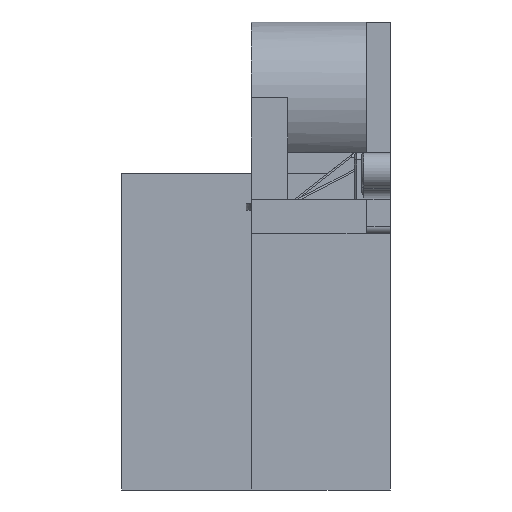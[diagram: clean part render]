
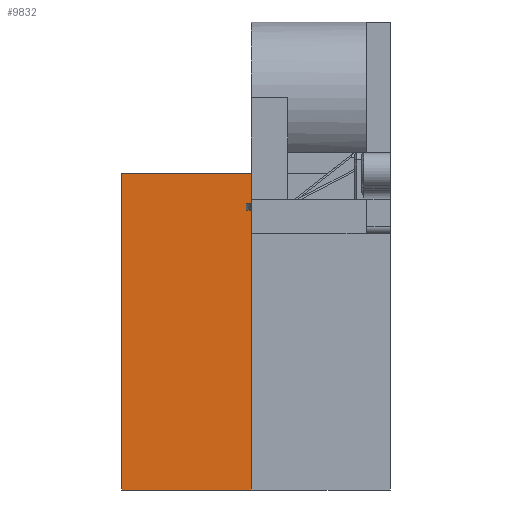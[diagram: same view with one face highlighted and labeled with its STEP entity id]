
A CAD part, left-side view. The second image highlights one B-rep face of the part: STEP entity #9832.
In plain terms, the highlighted planar face has unit normal (-1, 0, 0).
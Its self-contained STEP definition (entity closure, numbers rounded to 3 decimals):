
#1693 = LINE ( 'NONE', #15315, #20356 ) ;
#1908 = VECTOR ( 'NONE', #4780, 1000. ) ;
#2652 = CARTESIAN_POINT ( 'NONE',  ( -20.05, 37.232, 12.975 ) ) ;
#4280 = VERTEX_POINT ( 'NONE', #21302 ) ;
#4780 = DIRECTION ( 'NONE',  ( 0., -1., 0. ) ) ;
#5495 = VECTOR ( 'NONE', #7913, 1000. ) ;
#5633 = DIRECTION ( 'NONE',  ( 0., 0., 1. ) ) ;
#6548 = LINE ( 'NONE', #23972, #24582 ) ;
#7295 = CARTESIAN_POINT ( 'NONE',  ( -20.05, 19.245, -30.825 ) ) ;
#7787 = ORIENTED_EDGE ( 'NONE', *, *, #14930, .F. ) ;
#7913 = DIRECTION ( 'NONE',  ( 0., 1., 0. ) ) ;
#8178 = VERTEX_POINT ( 'NONE', #18322 ) ;
#8293 = LINE ( 'NONE', #9823, #5495 ) ;
#8483 = CARTESIAN_POINT ( 'NONE',  ( -20.05, 37.232, 12.975 ) ) ;
#9823 = CARTESIAN_POINT ( 'NONE',  ( -20.05, 2.206, -30.825 ) ) ;
#9832 = ADVANCED_FACE ( 'NONE', ( #22408 ), #20380, .T. ) ;
#10661 = VERTEX_POINT ( 'NONE', #2652 ) ;
#12192 = LINE ( 'NONE', #8483, #1908 ) ;
#13872 = EDGE_CURVE ( 'NONE', #20647, #8178, #8293, .T. ) ;
#14930 = EDGE_CURVE ( 'NONE', #10661, #4280, #12192, .T. ) ;
#15315 = CARTESIAN_POINT ( 'NONE',  ( -20.05, 37.232, -30.825 ) ) ;
#16967 = EDGE_CURVE ( 'NONE', #20647, #4280, #6548, .T. ) ;
#17122 = AXIS2_PLACEMENT_3D ( 'NONE', #24697, #22780, #22281 ) ;
#17747 = DIRECTION ( 'NONE',  ( 0., 0., 1. ) ) ;
#17819 = ORIENTED_EDGE ( 'NONE', *, *, #13872, .F. ) ;
#17900 = ORIENTED_EDGE ( 'NONE', *, *, #16967, .T. ) ;
#18322 = CARTESIAN_POINT ( 'NONE',  ( -20.05, 37.232, -30.825 ) ) ;
#20356 = VECTOR ( 'NONE', #5633, 1000. ) ;
#20380 = PLANE ( 'NONE',  #17122 ) ;
#20647 = VERTEX_POINT ( 'NONE', #7295 ) ;
#21302 = CARTESIAN_POINT ( 'NONE',  ( -20.05, 19.245, 12.975 ) ) ;
#22281 = DIRECTION ( 'NONE',  ( 0., 0., 1. ) ) ;
#22408 = FACE_OUTER_BOUND ( 'NONE', #23569, .T. ) ;
#22780 = DIRECTION ( 'NONE',  ( -1., 0., 0. ) ) ;
#23569 = EDGE_LOOP ( 'NONE', ( #17819, #17900, #7787, #24513 ) ) ;
#23972 = CARTESIAN_POINT ( 'NONE',  ( -20.05, 19.245, -57.761 ) ) ;
#24513 = ORIENTED_EDGE ( 'NONE', *, *, #25040, .F. ) ;
#24582 = VECTOR ( 'NONE', #17747, 1000. ) ;
#24697 = CARTESIAN_POINT ( 'NONE',  ( -20.05, 2.206, -30.825 ) ) ;
#25040 = EDGE_CURVE ( 'NONE', #8178, #10661, #1693, .T. ) ;
